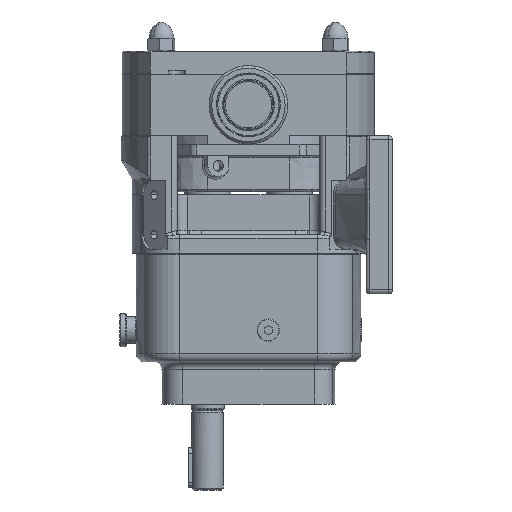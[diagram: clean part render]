
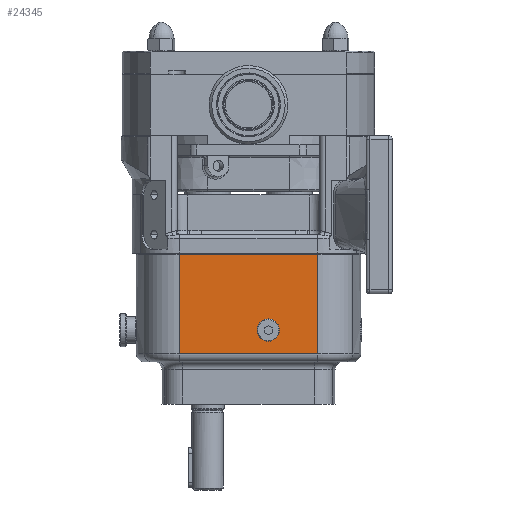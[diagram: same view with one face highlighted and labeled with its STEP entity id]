
A CAD part, left-side view. The second image highlights one B-rep face of the part: STEP entity #24345.
In plain terms, the highlighted planar face has unit normal (-1, 0, 0).
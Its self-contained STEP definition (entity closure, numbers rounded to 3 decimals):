
#686 = ORIENTED_EDGE ( 'NONE', *, *, #31343, .T. ) ;
#1058 = VERTEX_POINT ( 'NONE', #15734 ) ;
#1136 = DIRECTION ( 'NONE',  ( 0., 1., 0. ) ) ;
#3335 = CIRCLE ( 'NONE', #19574, 8.5 ) ;
#3425 = EDGE_CURVE ( 'NONE', #14316, #13451, #3335, .T. ) ;
#4689 = DIRECTION ( 'NONE',  ( 0., 0., 1. ) ) ;
#5366 = CARTESIAN_POINT ( 'NONE',  ( -60., 52.287, 0. ) ) ;
#5400 = LINE ( 'NONE', #22557, #22196 ) ;
#5918 = VERTEX_POINT ( 'NONE', #20892 ) ;
#6548 = EDGE_CURVE ( 'NONE', #13451, #14316, #17696, .T. ) ;
#6650 = ORIENTED_EDGE ( 'NONE', *, *, #9953, .F. ) ;
#7575 = VECTOR ( 'NONE', #1136, 1000. ) ;
#7993 = CARTESIAN_POINT ( 'NONE',  ( -60., -52.287, -75. ) ) ;
#8204 = ORIENTED_EDGE ( 'NONE', *, *, #6548, .T. ) ;
#9564 = VERTEX_POINT ( 'NONE', #5366 ) ;
#9953 = EDGE_CURVE ( 'NONE', #5918, #9564, #26932, .T. ) ;
#10549 = AXIS2_PLACEMENT_3D ( 'NONE', #16075, #23838, #25747 ) ;
#12151 = VERTEX_POINT ( 'NONE', #7993 ) ;
#12264 = CARTESIAN_POINT ( 'NONE',  ( -60., -15., -57. ) ) ;
#12450 = EDGE_CURVE ( 'NONE', #5918, #12151, #28412, .T. ) ;
#13451 = VERTEX_POINT ( 'NONE', #29389 ) ;
#13670 = DIRECTION ( 'NONE',  ( 0., 1., 0. ) ) ;
#14158 = PLANE ( 'NONE',  #10549 ) ;
#14316 = VERTEX_POINT ( 'NONE', #31376 ) ;
#15282 = DIRECTION ( 'NONE',  ( 0., 1., 0. ) ) ;
#15549 = VECTOR ( 'NONE', #23648, 1000. ) ;
#15594 = LINE ( 'NONE', #22894, #7575 ) ;
#15734 = CARTESIAN_POINT ( 'NONE',  ( -60., -52.287, 0. ) ) ;
#16075 = CARTESIAN_POINT ( 'NONE',  ( -60., -52.287, -81. ) ) ;
#16146 = AXIS2_PLACEMENT_3D ( 'NONE', #25887, #20671, #13670 ) ;
#17498 = EDGE_CURVE ( 'NONE', #1058, #9564, #15594, .T. ) ;
#17696 = CIRCLE ( 'NONE', #16146, 8.5 ) ;
#19090 = FACE_BOUND ( 'NONE', #20452, .T. ) ;
#19574 = AXIS2_PLACEMENT_3D ( 'NONE', #12264, #22434, #15282 ) ;
#20452 = EDGE_LOOP ( 'NONE', ( #30552, #8204 ) ) ;
#20671 = DIRECTION ( 'NONE',  ( 1., 0., 0. ) ) ;
#20892 = CARTESIAN_POINT ( 'NONE',  ( -60., 52.287, -75. ) ) ;
#21274 = ORIENTED_EDGE ( 'NONE', *, *, #17498, .T. ) ;
#22196 = VECTOR ( 'NONE', #30007, 1000. ) ;
#22434 = DIRECTION ( 'NONE',  ( 1., 0., 0. ) ) ;
#22557 = CARTESIAN_POINT ( 'NONE',  ( -60., -52.287, -81. ) ) ;
#22894 = CARTESIAN_POINT ( 'NONE',  ( -60., -52.287, 0. ) ) ;
#22939 = ORIENTED_EDGE ( 'NONE', *, *, #12450, .T. ) ;
#23041 = VECTOR ( 'NONE', #4689, 1000. ) ;
#23648 = DIRECTION ( 'NONE',  ( 0., -1., 0. ) ) ;
#23838 = DIRECTION ( 'NONE',  ( 1., 0., 0. ) ) ;
#24085 = EDGE_LOOP ( 'NONE', ( #6650, #22939, #686, #21274 ) ) ;
#24345 = ADVANCED_FACE ( 'NONE', ( #19090, #28123 ), #14158, .F. ) ;
#24378 = CARTESIAN_POINT ( 'NONE',  ( -60., 52.287, -81. ) ) ;
#25747 = DIRECTION ( 'NONE',  ( 0., -1., 0. ) ) ;
#25887 = CARTESIAN_POINT ( 'NONE',  ( -60., -15., -57. ) ) ;
#26023 = CARTESIAN_POINT ( 'NONE',  ( -60., -52.287, -75. ) ) ;
#26932 = LINE ( 'NONE', #24378, #23041 ) ;
#28123 = FACE_OUTER_BOUND ( 'NONE', #24085, .T. ) ;
#28412 = LINE ( 'NONE', #26023, #15549 ) ;
#29389 = CARTESIAN_POINT ( 'NONE',  ( -60., -15.078, -48.5 ) ) ;
#30007 = DIRECTION ( 'NONE',  ( 0., 0., 1. ) ) ;
#30552 = ORIENTED_EDGE ( 'NONE', *, *, #3425, .T. ) ;
#31343 = EDGE_CURVE ( 'NONE', #12151, #1058, #5400, .T. ) ;
#31376 = CARTESIAN_POINT ( 'NONE',  ( -60., -14.922, -65.5 ) ) ;
